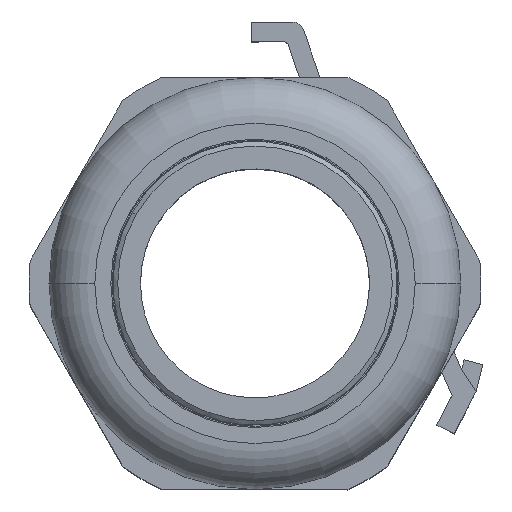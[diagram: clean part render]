
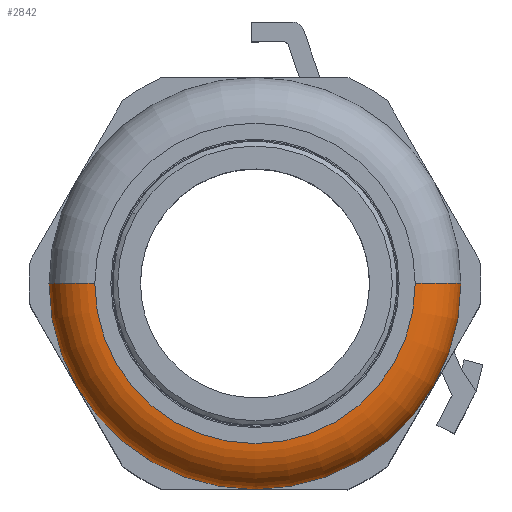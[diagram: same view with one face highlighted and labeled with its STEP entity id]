
A CAD part, top view. The second image highlights one B-rep face of the part: STEP entity #2842.
In plain terms, the highlighted toroidal (fillet/blend) face has major radius 14 mm and minor radius 4 mm.
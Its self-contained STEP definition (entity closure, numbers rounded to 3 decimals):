
#2783=AXIS2_PLACEMENT_3D('Circle Axis2P3D',#2781,#2782,$) ;
#2802=AXIS2_PLACEMENT_3D('Circle Axis2P3D',#2800,#2801,$) ;
#2816=AXIS2_PLACEMENT_3D('Circle Axis2P3D',#2814,#2815,$) ;
#2829=AXIS2_PLACEMENT_3D('Torus Axis2P3D',#2826,#2827,#2828) ;
#2833=AXIS2_PLACEMENT_3D('Circle Axis2P3D',#2831,#2832,$) ;
#2776=CARTESIAN_POINT('Vertex',(33.75,18.,66.5)) ;
#2778=CARTESIAN_POINT('Vertex',(5.75,18.,66.5)) ;
#2781=CARTESIAN_POINT('Axis2P3D Location',(19.75,18.,66.5)) ;
#2800=CARTESIAN_POINT('Axis2P3D Location',(33.75,18.,62.5)) ;
#2804=CARTESIAN_POINT('Vertex',(37.75,18.,62.5)) ;
#2811=CARTESIAN_POINT('Vertex',(1.75,18.,62.5)) ;
#2814=CARTESIAN_POINT('Axis2P3D Location',(5.75,18.,62.5)) ;
#2826=CARTESIAN_POINT('Axis2P3D Location',(19.75,18.,62.5)) ;
#2831=CARTESIAN_POINT('Axis2P3D Location',(19.75,18.,62.5)) ;
#2782=DIRECTION('Axis2P3D Direction',(0.,0.,1.)) ;
#2801=DIRECTION('Axis2P3D Direction',(0.,-1.,0.)) ;
#2815=DIRECTION('Axis2P3D Direction',(0.,1.,-0.)) ;
#2827=DIRECTION('Axis2P3D Direction',(0.,0.,1.)) ;
#2828=DIRECTION('Axis2P3D XDirection',(-1.,0.,0.)) ;
#2832=DIRECTION('Axis2P3D Direction',(0.,0.,1.)) ;
#2837=ORIENTED_EDGE('',*,*,#2818,.T.) ;
#2838=ORIENTED_EDGE('',*,*,#2835,.F.) ;
#2839=ORIENTED_EDGE('',*,*,#2806,.T.) ;
#2840=ORIENTED_EDGE('',*,*,#2785,.F.) ;
#2842=ADVANCED_FACE('Hauptk\X2\00F6\X0\rper',(#2841),#2830,.T.) ;
#2784=CIRCLE('generated circle',#2783,14.) ;
#2803=CIRCLE('generated circle',#2802,4.) ;
#2817=CIRCLE('generated circle',#2816,4.) ;
#2834=CIRCLE('generated circle',#2833,18.) ;
#2830=TOROIDAL_SURFACE('homeo Torus',#2829,14.,4.) ;
#2785=EDGE_CURVE('',#2779,#2777,#2784,.T.) ;
#2806=EDGE_CURVE('',#2805,#2777,#2803,.T.) ;
#2818=EDGE_CURVE('',#2779,#2812,#2817,.F.) ;
#2835=EDGE_CURVE('',#2805,#2812,#2834,.F.) ;
#2836=EDGE_LOOP('',(#2837,#2838,#2839,#2840)) ;
#2841=FACE_OUTER_BOUND('',#2836,.T.) ;
#2777=VERTEX_POINT('',#2776) ;
#2779=VERTEX_POINT('',#2778) ;
#2805=VERTEX_POINT('',#2804) ;
#2812=VERTEX_POINT('',#2811) ;
